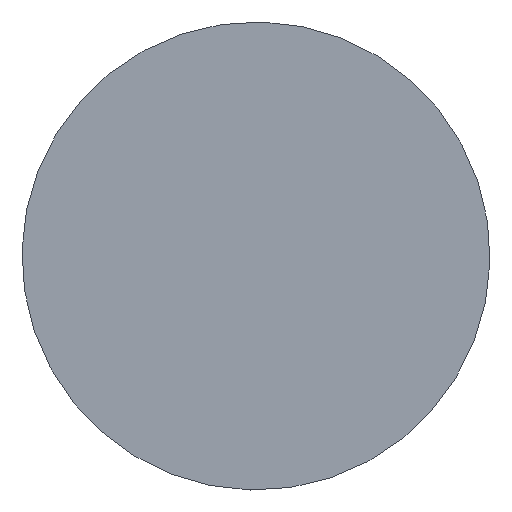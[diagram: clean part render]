
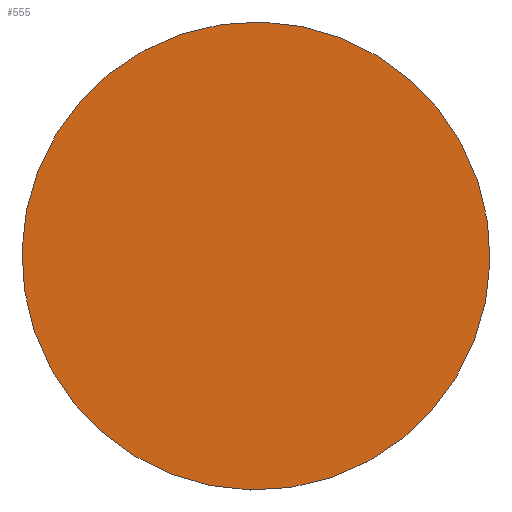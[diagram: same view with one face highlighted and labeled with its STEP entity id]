
A CAD part, front view. The second image highlights one B-rep face of the part: STEP entity #555.
In plain terms, the highlighted planar face has unit normal (0, -1, 0).
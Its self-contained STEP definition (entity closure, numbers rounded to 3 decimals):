
#93=FACE_OUTER_BOUND('',#126,.T.);
#126=EDGE_LOOP('',(#355,#356));
#162=CIRCLE('',#613,22.5);
#163=CIRCLE('',#614,22.5);
#218=VERTEX_POINT('',#908);
#219=VERTEX_POINT('',#909);
#274=EDGE_CURVE('',#218,#219,#162,.T.);
#275=EDGE_CURVE('',#219,#218,#163,.T.);
#355=ORIENTED_EDGE('',*,*,#274,.F.);
#356=ORIENTED_EDGE('',*,*,#275,.F.);
#515=PLANE('',#612);
#555=ADVANCED_FACE('',(#93),#515,.T.);
#612=AXIS2_PLACEMENT_3D('',#907,#706,#707);
#613=AXIS2_PLACEMENT_3D('',#910,#708,#709);
#614=AXIS2_PLACEMENT_3D('',#911,#710,#711);
#706=DIRECTION('center_axis',(0.,-1.,0.));
#707=DIRECTION('ref_axis',(0.989,0.,0.149));
#708=DIRECTION('center_axis',(0.,1.,0.));
#709=DIRECTION('ref_axis',(0.149,0.,-0.989));
#710=DIRECTION('center_axis',(0.,1.,0.));
#711=DIRECTION('ref_axis',(0.149,0.,-0.989));
#907=CARTESIAN_POINT('Origin',(1.675,-64.5,-11.125));
#908=CARTESIAN_POINT('',(3.351,-64.5,-22.249));
#909=CARTESIAN_POINT('',(-3.351,-64.5,22.249));
#910=CARTESIAN_POINT('Origin',(0.,-64.5,0.));
#911=CARTESIAN_POINT('Origin',(0.,-64.5,0.));
